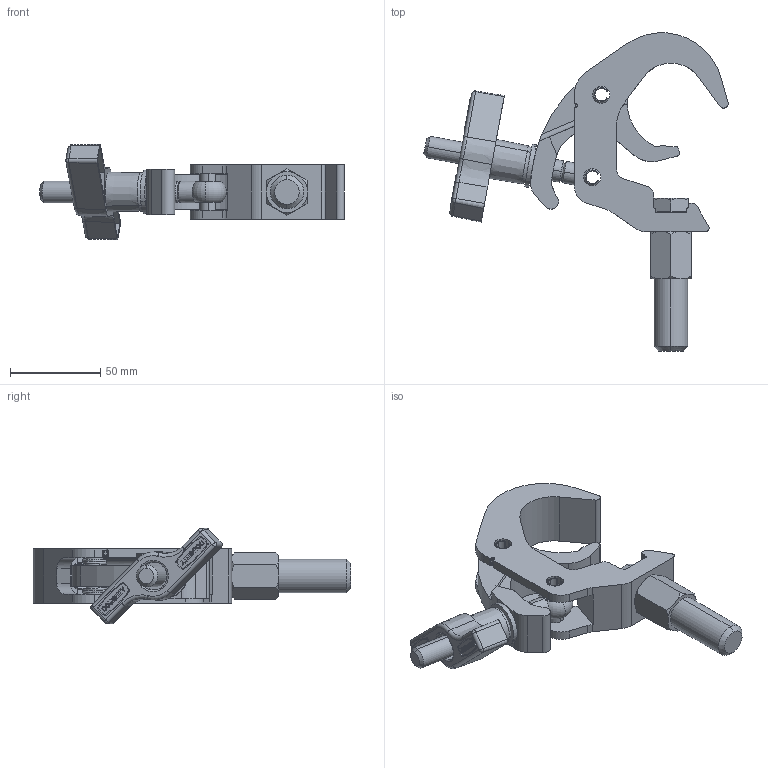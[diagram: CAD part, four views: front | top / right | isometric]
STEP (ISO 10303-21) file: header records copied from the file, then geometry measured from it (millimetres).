
FILE_DESCRIPTION (( 'STEP AP203' ), '1' );
FILE_NAME ('T58320.STEP', '2023-02-03T12:34:47', ( '' ), ( '' ), 'SwSTEP 2.0', 'SolidWorks 2022', '' );
FILE_SCHEMA (( 'CONFIG_CONTROL_DESIGN' ));
Length unit declared in the file: millimetre
Products named in the file (13): TH1978_TH602; TH1977_No Stamping; F791; TH733; T78052; A Washer_Bright washer BS 4320 - M12 (Form A); S0123; Hex Screw GradeC_Doughty Fastners_BS EN 24018 - M12 x 50-WS; TH2019_30MM WIDE; T58320; S1190_For T58300; T73500; TH2020_25MM WIDE
Assembly tree (13 placements, depth 3):
  T58320
    TH1977_No Stamping
      TH2019_30MM WIDE
    TH1978_TH602
      TH2020_25MM WIDE
    F791  x2
    S1190_For T58300
    T78052
      TH733
      A Washer_Bright washer BS 4320 - M12 (Form A)
      S0123
    Hex Screw GradeC_Doughty Fastners_BS EN 24018 - M12 x 50-WS
    T73500
Bounding box: 168.37 x 175.88 x 52.78 mm (x, y, z)
Volume: 161026 mm3; surface area: 63406.2 mm2
Topology: 10 solids, 10 shells, 729 faces, 1933 edges, 1238 vertices
Faces by surface type: plane 234, cylinder 217, cone 174, bspline 90, torus 14
Entity records: 30778 total; most frequent: CARTESIAN_POINT 11785, ORIENTED_EDGE 3778, DIRECTION 3615, EDGE_CURVE 1889, AXIS2_PLACEMENT_3D 1328, VERTEX_POINT 1214, VECTOR 959, LINE 959
